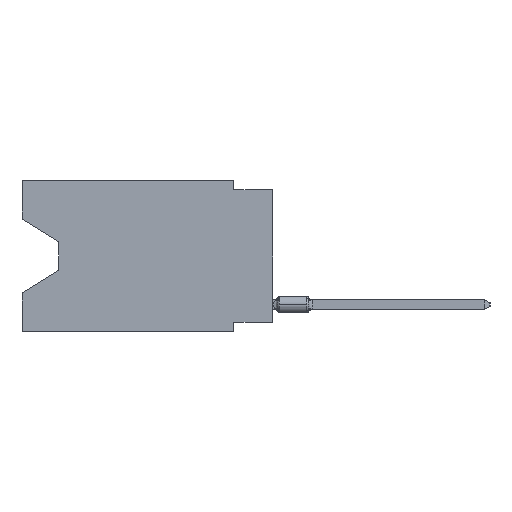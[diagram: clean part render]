
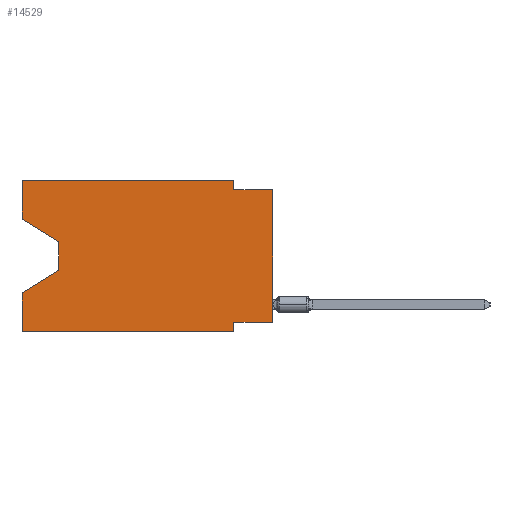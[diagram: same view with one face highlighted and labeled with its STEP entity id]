
A CAD part, left-side view. The second image highlights one B-rep face of the part: STEP entity #14529.
In plain terms, the highlighted planar face has unit normal (-1, 0, 0).
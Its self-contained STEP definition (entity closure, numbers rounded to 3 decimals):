
#94 = ORIENTED_EDGE ( 'NONE', *, *, #45192, .F. ) ;
#363 = LINE ( 'NONE', #28815, #23192 ) ;
#708 = ORIENTED_EDGE ( 'NONE', *, *, #4205, .T. ) ;
#1155 = DIRECTION ( 'NONE',  ( 0., 0., 1. ) ) ;
#1555 = DIRECTION ( 'NONE',  ( 0., -1., 0. ) ) ;
#1966 = ORIENTED_EDGE ( 'NONE', *, *, #45537, .T. ) ;
#2828 = ORIENTED_EDGE ( 'NONE', *, *, #37303, .T. ) ;
#4205 = EDGE_CURVE ( 'NONE', #38676, #48355, #39912, .T. ) ;
#4280 = LINE ( 'NONE', #52358, #22770 ) ;
#4949 = DIRECTION ( 'NONE',  ( 0., 0.855, -0.519 ) ) ;
#5215 = VERTEX_POINT ( 'NONE', #41612 ) ;
#5224 = EDGE_CURVE ( 'NONE', #24125, #48355, #39065, .T. ) ;
#5494 = VECTOR ( 'NONE', #1155, 1000. ) ;
#5733 = ORIENTED_EDGE ( 'NONE', *, *, #11717, .F. ) ;
#5920 = CARTESIAN_POINT ( 'NONE',  ( 0., 16.383, 0. ) ) ;
#6976 = VECTOR ( 'NONE', #1555, 1000. ) ;
#7025 = VECTOR ( 'NONE', #32896, 1000. ) ;
#8115 = DIRECTION ( 'NONE',  ( 0., 0., -1. ) ) ;
#9560 = VERTEX_POINT ( 'NONE', #41079 ) ;
#10422 = CARTESIAN_POINT ( 'NONE',  ( 0., 0., -9.271 ) ) ;
#10525 = VECTOR ( 'NONE', #4949, 1000. ) ;
#10922 = DIRECTION ( 'NONE',  ( 0., 0., -1. ) ) ;
#11158 = EDGE_CURVE ( 'NONE', #9560, #47964, #36016, .T. ) ;
#11717 = EDGE_CURVE ( 'NONE', #16525, #38049, #29876, .T. ) ;
#12113 = CARTESIAN_POINT ( 'NONE',  ( 0., 2.54, 0. ) ) ;
#12137 = VERTEX_POINT ( 'NONE', #10422 ) ;
#12795 = LINE ( 'NONE', #49154, #33364 ) ;
#13914 = PLANE ( 'NONE',  #27842 ) ;
#14220 = VERTEX_POINT ( 'NONE', #38659 ) ;
#14529 = ADVANCED_FACE ( 'NONE', ( #21087 ), #13914, .F. ) ;
#15548 = CARTESIAN_POINT ( 'NONE',  ( 0., 2.54, -0.635 ) ) ;
#16525 = VERTEX_POINT ( 'NONE', #45767 ) ;
#16894 = EDGE_LOOP ( 'NONE', ( #41156, #2828, #1966, #36576, #708, #22115, #94, #29262, #19713, #28764, #20157, #5733 ) ) ;
#17594 = CARTESIAN_POINT ( 'NONE',  ( 0., 16.383, -9.906 ) ) ;
#19713 = ORIENTED_EDGE ( 'NONE', *, *, #32980, .F. ) ;
#20157 = ORIENTED_EDGE ( 'NONE', *, *, #33705, .F. ) ;
#21087 = FACE_OUTER_BOUND ( 'NONE', #16894, .T. ) ;
#21213 = LINE ( 'NONE', #49338, #7025 ) ;
#21513 = LINE ( 'NONE', #29738, #6976 ) ;
#22115 = ORIENTED_EDGE ( 'NONE', *, *, #5224, .F. ) ;
#22215 = VECTOR ( 'NONE', #10922, 1000. ) ;
#22684 = CARTESIAN_POINT ( 'NONE',  ( 0., 16.383, 0. ) ) ;
#22770 = VECTOR ( 'NONE', #44415, 1000. ) ;
#23192 = VECTOR ( 'NONE', #45004, 1000. ) ;
#23424 = CARTESIAN_POINT ( 'NONE',  ( 0., 2.54, -9.271 ) ) ;
#24125 = VERTEX_POINT ( 'NONE', #23424 ) ;
#25090 = EDGE_CURVE ( 'NONE', #38676, #37288, #34787, .T. ) ;
#25150 = LINE ( 'NONE', #41334, #10525 ) ;
#25703 = CARTESIAN_POINT ( 'NONE',  ( 0., 13.97, -4.013 ) ) ;
#26313 = DIRECTION ( 'NONE',  ( 0., 0., 1. ) ) ;
#27601 = EDGE_CURVE ( 'NONE', #12137, #14220, #21213, .T. ) ;
#27842 = AXIS2_PLACEMENT_3D ( 'NONE', #5920, #33555, #49997 ) ;
#28499 = DIRECTION ( 'NONE',  ( 0., -1., 0. ) ) ;
#28764 = ORIENTED_EDGE ( 'NONE', *, *, #11158, .F. ) ;
#28815 = CARTESIAN_POINT ( 'NONE',  ( 0., 16.383, 0. ) ) ;
#28922 = VECTOR ( 'NONE', #28499, 1000. ) ;
#29262 = ORIENTED_EDGE ( 'NONE', *, *, #27601, .T. ) ;
#29738 = CARTESIAN_POINT ( 'NONE',  ( 0., 0., -0.635 ) ) ;
#29876 = LINE ( 'NONE', #22684, #5494 ) ;
#30635 = CARTESIAN_POINT ( 'NONE',  ( 0., 2.54, -9.906 ) ) ;
#30645 = EDGE_CURVE ( 'NONE', #16525, #51363, #48832, .T. ) ;
#32400 = CARTESIAN_POINT ( 'NONE',  ( 0., 16.383, -2.546 ) ) ;
#32896 = DIRECTION ( 'NONE',  ( 0., 0., 1. ) ) ;
#32978 = DIRECTION ( 'NONE',  ( 0., 1., 0. ) ) ;
#32980 = EDGE_CURVE ( 'NONE', #47964, #14220, #21513, .T. ) ;
#33364 = VECTOR ( 'NONE', #32978, 1000. ) ;
#33555 = DIRECTION ( 'NONE',  ( 1., 0., 0. ) ) ;
#33705 = EDGE_CURVE ( 'NONE', #38049, #9560, #363, .T. ) ;
#34787 = LINE ( 'NONE', #46729, #48373 ) ;
#36016 = LINE ( 'NONE', #12113, #43550 ) ;
#36576 = ORIENTED_EDGE ( 'NONE', *, *, #25090, .F. ) ;
#37029 = VECTOR ( 'NONE', #44610, 1000. ) ;
#37288 = VERTEX_POINT ( 'NONE', #40664 ) ;
#37303 = EDGE_CURVE ( 'NONE', #51363, #5215, #4280, .T. ) ;
#37996 = CARTESIAN_POINT ( 'NONE',  ( 0., 16.383, -9.906 ) ) ;
#38049 = VERTEX_POINT ( 'NONE', #43994 ) ;
#38659 = CARTESIAN_POINT ( 'NONE',  ( 0., 0., -0.635 ) ) ;
#38676 = VERTEX_POINT ( 'NONE', #37996 ) ;
#39065 = LINE ( 'NONE', #47547, #22215 ) ;
#39912 = LINE ( 'NONE', #17594, #28922 ) ;
#40664 = CARTESIAN_POINT ( 'NONE',  ( 0., 16.383, -7.36 ) ) ;
#41079 = CARTESIAN_POINT ( 'NONE',  ( 0., 2.54, 0. ) ) ;
#41156 = ORIENTED_EDGE ( 'NONE', *, *, #30645, .T. ) ;
#41334 = CARTESIAN_POINT ( 'NONE',  ( 0., 13.97, -5.893 ) ) ;
#41612 = CARTESIAN_POINT ( 'NONE',  ( 0., 13.97, -5.893 ) ) ;
#43550 = VECTOR ( 'NONE', #8115, 1000. ) ;
#43994 = CARTESIAN_POINT ( 'NONE',  ( 0., 16.383, 0. ) ) ;
#44415 = DIRECTION ( 'NONE',  ( 0., 0., -1. ) ) ;
#44610 = DIRECTION ( 'NONE',  ( 0., -0.855, -0.519 ) ) ;
#45004 = DIRECTION ( 'NONE',  ( 0., -1., 0. ) ) ;
#45192 = EDGE_CURVE ( 'NONE', #12137, #24125, #12795, .T. ) ;
#45537 = EDGE_CURVE ( 'NONE', #5215, #37288, #25150, .T. ) ;
#45767 = CARTESIAN_POINT ( 'NONE',  ( 0., 16.383, -2.546 ) ) ;
#46729 = CARTESIAN_POINT ( 'NONE',  ( 0., 16.383, 0. ) ) ;
#47547 = CARTESIAN_POINT ( 'NONE',  ( 0., 2.54, -9.906 ) ) ;
#47964 = VERTEX_POINT ( 'NONE', #15548 ) ;
#48355 = VERTEX_POINT ( 'NONE', #30635 ) ;
#48373 = VECTOR ( 'NONE', #26313, 1000. ) ;
#48832 = LINE ( 'NONE', #32400, #37029 ) ;
#49154 = CARTESIAN_POINT ( 'NONE',  ( 0., 0., -9.271 ) ) ;
#49338 = CARTESIAN_POINT ( 'NONE',  ( 0., 0., 0. ) ) ;
#49997 = DIRECTION ( 'NONE',  ( 0., 0., -1. ) ) ;
#51363 = VERTEX_POINT ( 'NONE', #25703 ) ;
#52358 = CARTESIAN_POINT ( 'NONE',  ( 0., 13.97, -4.013 ) ) ;
